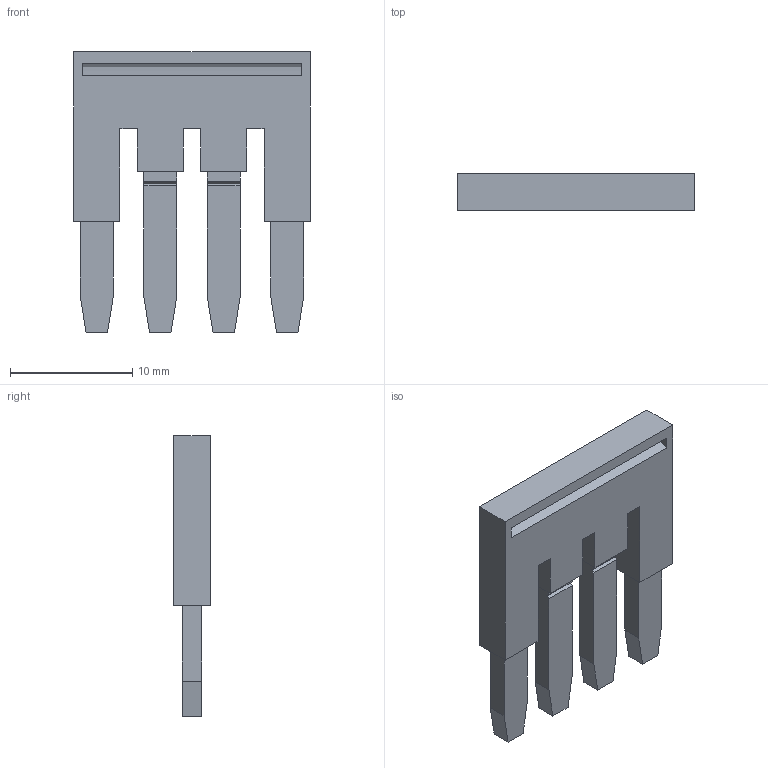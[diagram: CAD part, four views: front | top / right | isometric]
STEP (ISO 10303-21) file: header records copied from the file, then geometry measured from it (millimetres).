
FILE_DESCRIPTION(('Creo Elements/Direct Modeling STEP Export'),'2;1');
FILE_NAME('model.stp','2020-07-18T 0:25:19',(''),(''),'Creo Elements/Direct Modeling STEP processor for AP214 (Solid Model)','Creo Elements/Direct Modeling 20.1A 29-Sep-2018 (C) Parametric Technology GmbH','');
FILE_SCHEMA(('AUTOMOTIVE_DESIGN { 1 0 10303 214 1 1 1 1 }'));
Length unit declared in the file: millimetre
Products named in the file (2): FBS_4_5-select
Assembly tree (1 placements, depth 2):
  FBS_4_5-select
    FBS_4_5-select
Bounding box: 19.4 x 3 x 22.98 mm (x, y, z)
Volume: 777 mm3; surface area: 1123.4 mm2
Topology: 1 solids, 1 shells, 68 faces, 180 edges, 120 vertices
Faces by surface type: plane 68
Entity records: 2553 total; most frequent: ORIENTED_EDGE 360, CARTESIAN_POINT 348, DIRECTION 286, EDGE_CURVE 180, VECTOR 170, LINE 170, VERTEX_POINT 120, EDGE_LOOP 74
